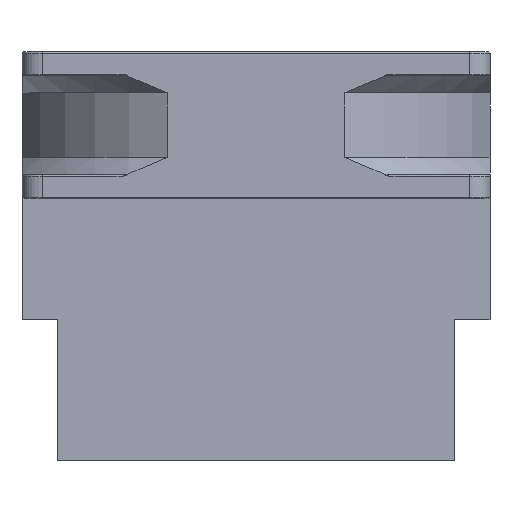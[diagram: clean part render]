
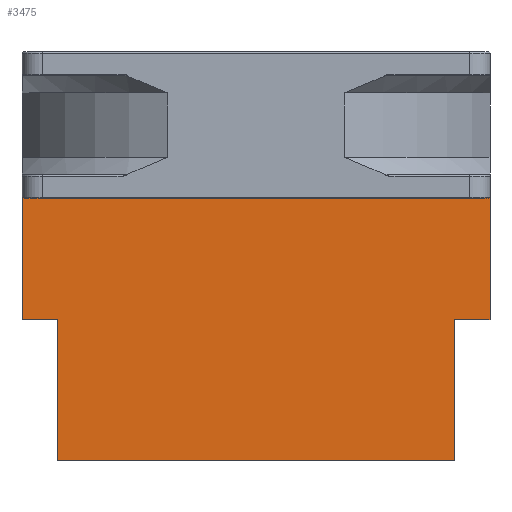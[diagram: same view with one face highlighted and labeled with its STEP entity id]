
A CAD part, left-side view. The second image highlights one B-rep face of the part: STEP entity #3475.
In plain terms, the highlighted planar face has unit normal (-1, 0, 0).
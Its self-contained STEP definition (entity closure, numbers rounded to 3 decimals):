
#361=LINE('',#39420,#1312);
#375=LINE('',#39450,#1326);
#382=LINE('',#39465,#1333);
#393=LINE('',#39488,#1344);
#400=LINE('',#39501,#1351);
#405=LINE('',#39512,#1356);
#406=LINE('',#39513,#1357);
#407=LINE('',#39514,#1358);
#1312=VECTOR('',#16072,1.);
#1326=VECTOR('',#16094,1.);
#1333=VECTOR('',#16105,1.);
#1344=VECTOR('',#16122,1.);
#1351=VECTOR('',#16133,1.);
#1356=VECTOR('',#16142,1.);
#1357=VECTOR('',#16143,1.);
#1358=VECTOR('',#16144,1.);
#2367=PLANE('',#14160);
#2698=FACE_OUTER_BOUND('',#4991,.T.);
#3475=ADVANCED_FACE('',(#2698),#2367,.F.);
#4991=EDGE_LOOP('',(#6493,#6494,#6495,#6496,#6497,#6498,#6499,#6500));
#6493=ORIENTED_EDGE('',*,*,#11685,.F.);
#6494=ORIENTED_EDGE('',*,*,#11709,.T.);
#6495=ORIENTED_EDGE('',*,*,#11696,.T.);
#6496=ORIENTED_EDGE('',*,*,#11710,.F.);
#6497=ORIENTED_EDGE('',*,*,#11678,.F.);
#6498=ORIENTED_EDGE('',*,*,#11663,.F.);
#6499=ORIENTED_EDGE('',*,*,#11711,.F.);
#6500=ORIENTED_EDGE('',*,*,#11703,.T.);
#10213=VERTEX_POINT('',#39419);
#10214=VERTEX_POINT('',#39421);
#10226=VERTEX_POINT('',#39451);
#10231=VERTEX_POINT('',#39464);
#10232=VERTEX_POINT('',#39466);
#10238=VERTEX_POINT('',#39483);
#10240=VERTEX_POINT('',#39487);
#10245=VERTEX_POINT('',#39502);
#11663=EDGE_CURVE('',#10213,#10214,#361,.T.);
#11678=EDGE_CURVE('',#10214,#10226,#375,.T.);
#11685=EDGE_CURVE('',#10231,#10232,#382,.T.);
#11696=EDGE_CURVE('',#10238,#10240,#393,.T.);
#11703=EDGE_CURVE('',#10245,#10232,#400,.T.);
#11709=EDGE_CURVE('',#10231,#10238,#405,.T.);
#11710=EDGE_CURVE('',#10226,#10240,#406,.T.);
#11711=EDGE_CURVE('',#10245,#10213,#407,.T.);
#14160=AXIS2_PLACEMENT_3D('',#39515,#16145,#16146);
#16072=DIRECTION('',(0.,0.,-1.));
#16094=DIRECTION('',(0.,1.,0.));
#16105=DIRECTION('',(0.,1.,0.));
#16122=DIRECTION('',(0.,-1.,0.));
#16133=DIRECTION('',(0.,0.,-1.));
#16142=DIRECTION('',(0.,0.,-1.));
#16143=DIRECTION('',(0.,0.,-1.));
#16144=DIRECTION('',(0.,-1.,0.));
#16145=DIRECTION('',(1.,0.,0.));
#16146=DIRECTION('',(0.,1.,0.));
#39419=CARTESIAN_POINT('',(14.,14.,113.75));
#39420=CARTESIAN_POINT('',(14.,14.,113.75));
#39421=CARTESIAN_POINT('',(14.,14.,93.));
#39450=CARTESIAN_POINT('',(14.,14.,93.));
#39451=CARTESIAN_POINT('',(14.,20.,93.));
#39464=CARTESIAN_POINT('',(14.,88.,93.));
#39465=CARTESIAN_POINT('',(14.,88.,93.));
#39466=CARTESIAN_POINT('',(14.,94.,93.));
#39483=CARTESIAN_POINT('',(14.,88.,69.));
#39487=CARTESIAN_POINT('',(14.,20.,69.));
#39488=CARTESIAN_POINT('',(14.,94.,69.));
#39501=CARTESIAN_POINT('',(14.,94.,113.75));
#39502=CARTESIAN_POINT('',(14.,94.,113.75));
#39512=CARTESIAN_POINT('',(14.,88.,93.));
#39513=CARTESIAN_POINT('',(14.,20.,93.));
#39514=CARTESIAN_POINT('',(14.,94.,113.75));
#39515=CARTESIAN_POINT('',(14.,94.,113.75));
